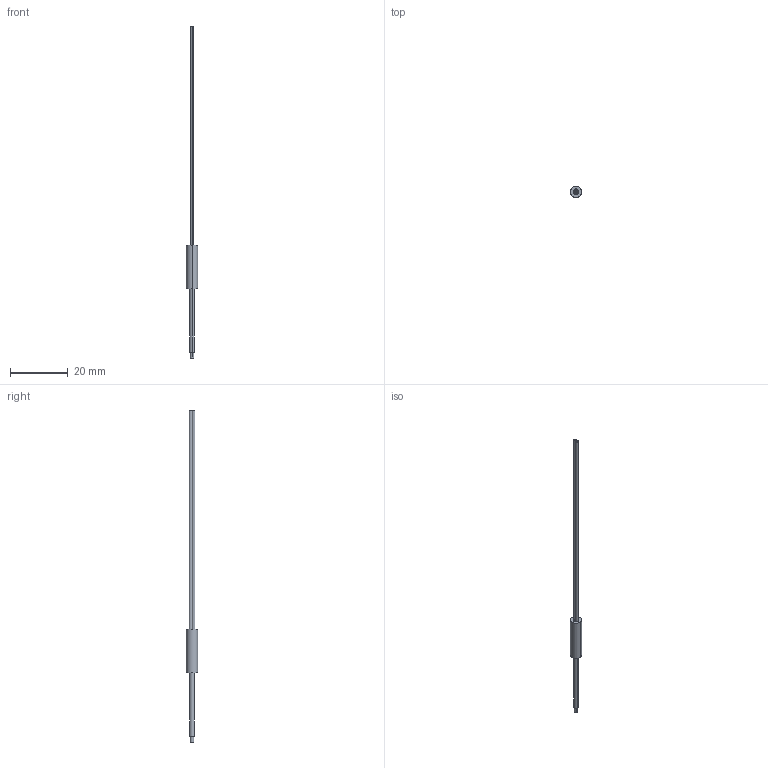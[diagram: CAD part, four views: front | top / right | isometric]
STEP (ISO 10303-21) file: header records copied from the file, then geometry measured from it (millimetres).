
FILE_DESCRIPTION((''),'2;1');
FILE_NAME('192773_ASM','2016-02-09T',('pdmadmin'),(''),'PRO/ENGINEER BY PARAMETRIC TECHNOLOGY CORPORATION, 2013230','PRO/ENGINEER BY PARAMETRIC TECHNOLOGY CORPORATION, 2013230','');
FILE_SCHEMA(('CONFIG_CONTROL_DESIGN'));
Length unit declared in the file: inch
Products named in the file (9): 39101; 41382__020X; 41382_CORE; 41382__020X_ASM; 39103; 39102; FIBER_CORE_020_X_; 39100_ASM; 192773_ASM
Assembly tree (10 placements, depth 4):
  192773_ASM
    39100_ASM
      39101
      41382__020X_ASM
        41382__020X
        41382_CORE  x2
      39103
      39102
      FIBER_CORE_020_X_  x2
Bounding box: 3.99 x 3.99 x 115.27 mm (x, y, z)
Volume: 307.8 mm3; surface area: 1678 mm2
Topology: 8 solids, 8 shells, 52 faces, 101 edges, 66 vertices
Faces by surface type: cylinder 33, plane 17, cone 2
Entity records: 1484 total; most frequent: DIRECTION 291, CARTESIAN_POINT 219, ORIENTED_EDGE 178, AXIS2_PLACEMENT_3D 130, EDGE_CURVE 89, VERTEX_POINT 58, CIRCLE 58, EDGE_LOOP 55
